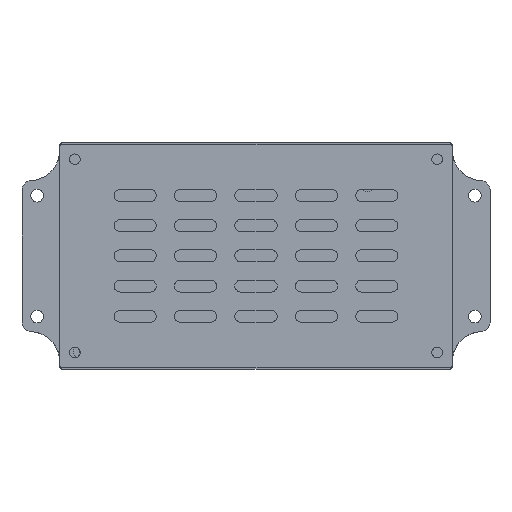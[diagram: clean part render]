
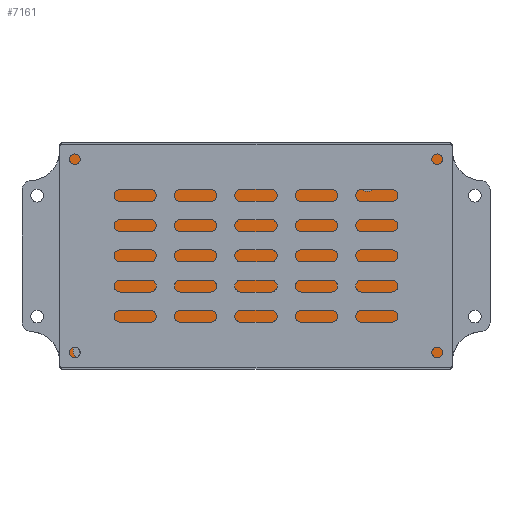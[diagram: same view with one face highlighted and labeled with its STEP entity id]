
A CAD part, top view. The second image highlights one B-rep face of the part: STEP entity #7161.
In plain terms, the highlighted planar face has unit normal (0, 0, 1).
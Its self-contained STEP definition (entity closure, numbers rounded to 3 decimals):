
#33 = EDGE_CURVE ( 'NONE', #6686, #8945, #1677, .T. ) ;
#117 = CARTESIAN_POINT ( 'NONE',  ( 1.019, -12.033, -11.246 ) ) ;
#246 = FACE_BOUND ( 'NONE', #5324, .T. ) ;
#270 = VERTEX_POINT ( 'NONE', #1216 ) ;
#406 = CARTESIAN_POINT ( 'NONE',  ( -115.381, 48.467, -11.246 ) ) ;
#484 = AXIS2_PLACEMENT_3D ( 'NONE', #3596, #6745, #6652 ) ;
#594 = FACE_BOUND ( 'NONE', #13146, .T. ) ;
#816 = CIRCLE ( 'NONE', #4981, 3.6 ) ;
#883 = VECTOR ( 'NONE', #12810, 1000. ) ;
#924 = EDGE_CURVE ( 'NONE', #5872, #11316, #816, .T. ) ;
#979 = EDGE_CURVE ( 'NONE', #2853, #270, #9763, .T. ) ;
#1179 = CARTESIAN_POINT ( 'NONE',  ( -28.581, 48.467, -11.246 ) ) ;
#1216 = CARTESIAN_POINT ( 'NONE',  ( -115.381, -7.533, -11.246 ) ) ;
#1405 = CARTESIAN_POINT ( 'NONE',  ( -24.981, -7.533, -11.246 ) ) ;
#1497 = AXIS2_PLACEMENT_3D ( 'NONE', #8535, #2162, #10665 ) ;
#1624 = VECTOR ( 'NONE', #5630, 1000. ) ;
#1677 = CIRCLE ( 'NONE', #5971, 3.6 ) ;
#1680 = DIRECTION ( 'NONE',  ( -1., 0., 0. ) ) ;
#1774 = CARTESIAN_POINT ( 'NONE',  ( 1.019, 58.967, -11.246 ) ) ;
#1862 = VERTEX_POINT ( 'NONE', #13536 ) ;
#1961 = DIRECTION ( 'NONE',  ( 1., 0., 0. ) ) ;
#2162 = DIRECTION ( 'NONE',  ( 0., 0., 1. ) ) ;
#2254 = CARTESIAN_POINT ( 'NONE',  ( -118.981, 48.467, -11.246 ) ) ;
#2398 = ORIENTED_EDGE ( 'NONE', *, *, #9486, .F. ) ;
#2450 = DIRECTION ( 'NONE',  ( 0., 0., 1. ) ) ;
#2680 = CARTESIAN_POINT ( 'NONE',  ( -124.981, 58.967, -11.246 ) ) ;
#2703 = ORIENTED_EDGE ( 'NONE', *, *, #13472, .T. ) ;
#2741 = FACE_OUTER_BOUND ( 'NONE', #8884, .T. ) ;
#2853 = VERTEX_POINT ( 'NONE', #13401 ) ;
#3031 = VERTEX_POINT ( 'NONE', #8388 ) ;
#3320 = CARTESIAN_POINT ( 'NONE',  ( -21.381, 48.467, -11.246 ) ) ;
#3360 = CARTESIAN_POINT ( 'NONE',  ( 1.019, 58.967, -11.246 ) ) ;
#3374 = EDGE_CURVE ( 'NONE', #11261, #7010, #3979, .T. ) ;
#3596 = CARTESIAN_POINT ( 'NONE',  ( -118.981, -7.533, -11.246 ) ) ;
#3979 = LINE ( 'NONE', #1774, #4462 ) ;
#4077 = DIRECTION ( 'NONE',  ( 1., 0., 0. ) ) ;
#4377 = ORIENTED_EDGE ( 'NONE', *, *, #13011, .F. ) ;
#4462 = VECTOR ( 'NONE', #1680, 1000. ) ;
#4479 = DIRECTION ( 'NONE',  ( 0., 0., 1. ) ) ;
#4765 = AXIS2_PLACEMENT_3D ( 'NONE', #2254, #9650, #9461 ) ;
#4981 = AXIS2_PLACEMENT_3D ( 'NONE', #9945, #8827, #5582 ) ;
#5204 = CIRCLE ( 'NONE', #9368, 3.6 ) ;
#5229 = ORIENTED_EDGE ( 'NONE', *, *, #7191, .F. ) ;
#5315 = AXIS2_PLACEMENT_3D ( 'NONE', #1405, #4479, #8804 ) ;
#5324 = EDGE_LOOP ( 'NONE', ( #5229, #9358 ) ) ;
#5380 = PLANE ( 'NONE',  #1497 ) ;
#5582 = DIRECTION ( 'NONE',  ( 1., 0., 0. ) ) ;
#5630 = DIRECTION ( 'NONE',  ( 0., -1., 0. ) ) ;
#5670 = CARTESIAN_POINT ( 'NONE',  ( -118.981, -7.533, -11.246 ) ) ;
#5771 = DIRECTION ( 'NONE',  ( 1., 0., 0. ) ) ;
#5872 = VERTEX_POINT ( 'NONE', #1179 ) ;
#5882 = CIRCLE ( 'NONE', #4765, 3.6 ) ;
#5971 = AXIS2_PLACEMENT_3D ( 'NONE', #9233, #6072, #1961 ) ;
#6045 = CARTESIAN_POINT ( 'NONE',  ( -124.981, 58.967, -11.246 ) ) ;
#6072 = DIRECTION ( 'NONE',  ( 0., 0., 1. ) ) ;
#6197 = AXIS2_PLACEMENT_3D ( 'NONE', #8326, #11437, #10496 ) ;
#6318 = EDGE_CURVE ( 'NONE', #11316, #5872, #10694, .T. ) ;
#6652 = DIRECTION ( 'NONE',  ( 1., 0., 0. ) ) ;
#6686 = VERTEX_POINT ( 'NONE', #406 ) ;
#6745 = DIRECTION ( 'NONE',  ( 0., 0., 1. ) ) ;
#6998 = DIRECTION ( 'NONE',  ( 0., 0., 1. ) ) ;
#7010 = VERTEX_POINT ( 'NONE', #6045 ) ;
#7161 = ADVANCED_FACE ( 'NONE', ( #594, #246, #2741, #7200, #12847 ), #5380, .T. ) ;
#7191 = EDGE_CURVE ( 'NONE', #8945, #6686, #5882, .T. ) ;
#7197 = ORIENTED_EDGE ( 'NONE', *, *, #924, .F. ) ;
#7200 = FACE_BOUND ( 'NONE', #9786, .T. ) ;
#7314 = CARTESIAN_POINT ( 'NONE',  ( -124.981, -12.033, -11.246 ) ) ;
#7388 = VECTOR ( 'NONE', #4077, 1000. ) ;
#7577 = LINE ( 'NONE', #2680, #1624 ) ;
#8050 = ORIENTED_EDGE ( 'NONE', *, *, #12259, .T. ) ;
#8214 = EDGE_LOOP ( 'NONE', ( #4377, #8577 ) ) ;
#8326 = CARTESIAN_POINT ( 'NONE',  ( -24.981, 48.467, -11.246 ) ) ;
#8331 = EDGE_CURVE ( 'NONE', #3031, #1862, #8807, .T. ) ;
#8380 = CARTESIAN_POINT ( 'NONE',  ( 1.019, -12.033, -11.246 ) ) ;
#8388 = CARTESIAN_POINT ( 'NONE',  ( -21.381, -7.533, -11.246 ) ) ;
#8535 = CARTESIAN_POINT ( 'NONE',  ( -61.981, 23.467, -11.246 ) ) ;
#8577 = ORIENTED_EDGE ( 'NONE', *, *, #8331, .F. ) ;
#8804 = DIRECTION ( 'NONE',  ( 1., 0., 0. ) ) ;
#8807 = CIRCLE ( 'NONE', #5315, 3.6 ) ;
#8827 = DIRECTION ( 'NONE',  ( 0., 0., 1. ) ) ;
#8884 = EDGE_LOOP ( 'NONE', ( #8050, #2703, #10208, #11098 ) ) ;
#8945 = VERTEX_POINT ( 'NONE', #8947 ) ;
#8947 = CARTESIAN_POINT ( 'NONE',  ( -122.581, 48.467, -11.246 ) ) ;
#9233 = CARTESIAN_POINT ( 'NONE',  ( -118.981, 48.467, -11.246 ) ) ;
#9284 = CIRCLE ( 'NONE', #10389, 3.6 ) ;
#9358 = ORIENTED_EDGE ( 'NONE', *, *, #33, .F. ) ;
#9368 = AXIS2_PLACEMENT_3D ( 'NONE', #10152, #6998, #12150 ) ;
#9461 = DIRECTION ( 'NONE',  ( 1., 0., 0. ) ) ;
#9486 = EDGE_CURVE ( 'NONE', #270, #2853, #9284, .T. ) ;
#9650 = DIRECTION ( 'NONE',  ( 0., 0., 1. ) ) ;
#9763 = CIRCLE ( 'NONE', #484, 3.6 ) ;
#9786 = EDGE_LOOP ( 'NONE', ( #7197, #10052 ) ) ;
#9839 = LINE ( 'NONE', #117, #883 ) ;
#9945 = CARTESIAN_POINT ( 'NONE',  ( -24.981, 48.467, -11.246 ) ) ;
#10052 = ORIENTED_EDGE ( 'NONE', *, *, #6318, .F. ) ;
#10152 = CARTESIAN_POINT ( 'NONE',  ( -24.981, -7.533, -11.246 ) ) ;
#10208 = ORIENTED_EDGE ( 'NONE', *, *, #3374, .T. ) ;
#10389 = AXIS2_PLACEMENT_3D ( 'NONE', #5670, #2450, #5771 ) ;
#10496 = DIRECTION ( 'NONE',  ( 1., 0., 0. ) ) ;
#10656 = VERTEX_POINT ( 'NONE', #8380 ) ;
#10665 = DIRECTION ( 'NONE',  ( 1., 0., 0. ) ) ;
#10694 = CIRCLE ( 'NONE', #6197, 3.6 ) ;
#10740 = CARTESIAN_POINT ( 'NONE',  ( -124.981, -12.033, -11.246 ) ) ;
#11098 = ORIENTED_EDGE ( 'NONE', *, *, #11381, .T. ) ;
#11261 = VERTEX_POINT ( 'NONE', #3360 ) ;
#11316 = VERTEX_POINT ( 'NONE', #3320 ) ;
#11381 = EDGE_CURVE ( 'NONE', #7010, #12350, #7577, .T. ) ;
#11437 = DIRECTION ( 'NONE',  ( 0., 0., 1. ) ) ;
#12029 = LINE ( 'NONE', #7314, #7388 ) ;
#12150 = DIRECTION ( 'NONE',  ( 1., 0., 0. ) ) ;
#12259 = EDGE_CURVE ( 'NONE', #12350, #10656, #12029, .T. ) ;
#12331 = ORIENTED_EDGE ( 'NONE', *, *, #979, .F. ) ;
#12350 = VERTEX_POINT ( 'NONE', #10740 ) ;
#12810 = DIRECTION ( 'NONE',  ( 0., 1., 0. ) ) ;
#12847 = FACE_BOUND ( 'NONE', #8214, .T. ) ;
#13011 = EDGE_CURVE ( 'NONE', #1862, #3031, #5204, .T. ) ;
#13146 = EDGE_LOOP ( 'NONE', ( #12331, #2398 ) ) ;
#13401 = CARTESIAN_POINT ( 'NONE',  ( -122.581, -7.533, -11.246 ) ) ;
#13472 = EDGE_CURVE ( 'NONE', #10656, #11261, #9839, .T. ) ;
#13536 = CARTESIAN_POINT ( 'NONE',  ( -28.581, -7.533, -11.246 ) ) ;
